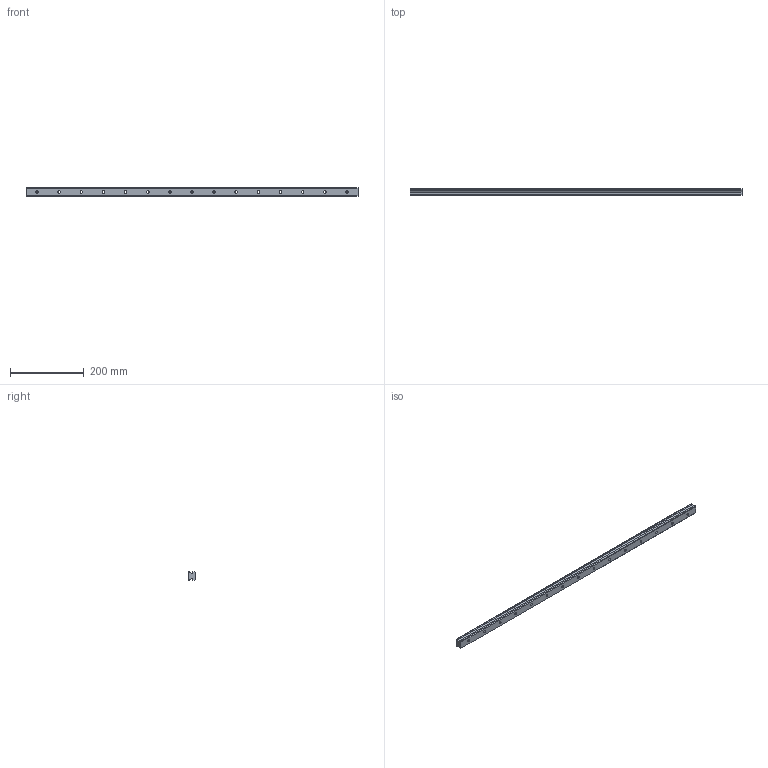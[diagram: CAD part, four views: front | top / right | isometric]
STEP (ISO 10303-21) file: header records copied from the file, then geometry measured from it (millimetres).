
FILE_DESCRIPTION (( 'STEP AP214' ), '1' );
FILE_NAME ('SSR25XTB1SS-900LY_G30_0_B-M6F_408-5_0_0_0.STEP', '2021-06-28T12:34:47', ( '' ), ( '' ), 'SwSTEP 2.0', 'SolidWorks 2021', '' );
FILE_SCHEMA (( 'AUTOMOTIVE_DESIGN' ));
Length unit declared in the file: millimetre
Products named in the file (2): SSR25XTB1SS-900LY_G30_0_B-M6F_408-5_0_0_0; _SSR25XTBY90030Y Track
Assembly tree (1 placements, depth 2):
  SSR25XTB1SS-900LY_G30_0_B-M6F_408-5_0_0_0
    _SSR25XTBY90030Y Track
Bounding box: 900 x 18 x 23 mm (x, y, z)
Volume: 314835.4 mm3; surface area: 85082.8 mm2
Topology: 1 solids, 1 shells, 101 faces, 252 edges, 168 vertices
Faces by surface type: cylinder 68, plane 33
Entity records: 3208 total; most frequent: DIRECTION 598, CARTESIAN_POINT 525, ORIENTED_EDGE 504, EDGE_CURVE 252, AXIS2_PLACEMENT_3D 241, VERTEX_POINT 168, EDGE_LOOP 146, CIRCLE 136
